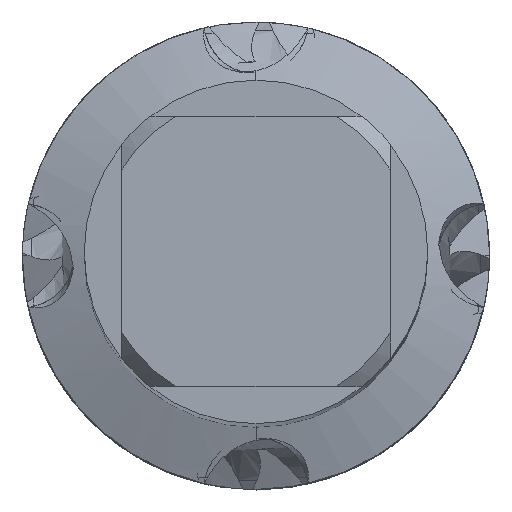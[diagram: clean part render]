
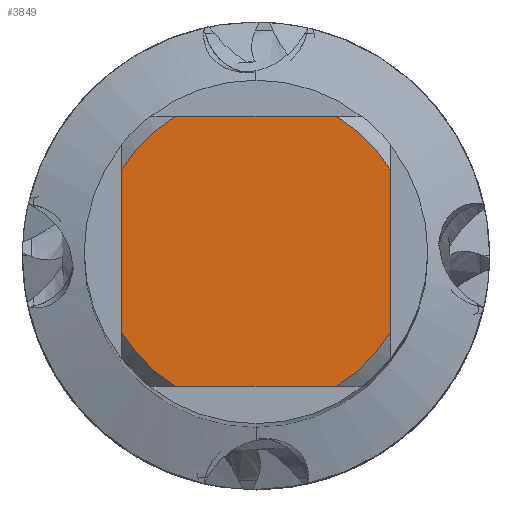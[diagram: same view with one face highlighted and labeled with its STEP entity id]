
A CAD part, top view. The second image highlights one B-rep face of the part: STEP entity #3849.
In plain terms, the highlighted planar face has unit normal (0, 0, 1).
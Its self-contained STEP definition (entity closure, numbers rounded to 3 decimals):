
#2275=VERTEX_POINT('',#6509);
#2527=EDGE_CURVE('',#4881,#5823,#6783,.T.);
#2927=VERTEX_POINT('',#7224);
#3409=EDGE_CURVE('',#4881,#4275,#7750,.T.);
#3701=EDGE_CURVE('',#5211,#4469,#8065,.T.);
#3849=ADVANCED_FACE('',(#8225),#8226,.T.);
#4139=VERTEX_POINT('',#8539);
#4275=VERTEX_POINT('',#8685);
#4469=VERTEX_POINT('',#8898);
#4881=VERTEX_POINT('',#9342);
#5211=VERTEX_POINT('',#9697);
#5323=EDGE_CURVE('',#4139,#2275,#9818,.T.);
#5345=EDGE_CURVE('',#2927,#4469,#9842,.T.);
#5505=EDGE_CURVE('',#5211,#4275,#10013,.T.);
#5569=EDGE_CURVE('',#4139,#5823,#10084,.T.);
#5823=VERTEX_POINT('',#10359);
#5979=EDGE_CURVE('',#2927,#2275,#10526,.T.);
#6509=CARTESIAN_POINT('',(-5.5,-3.273,0.0));
#6783=CIRCLE('',#13336,6.4);
#7224=CARTESIAN_POINT('',(-5.5,3.273,0.0));
#7750=LINE('',#17652,#17653);
#8065=LINE('',#19263,#19264);
#8225=FACE_OUTER_BOUND('',#19786,.T.);
#8226=PLANE('',#19787);
#8539=CARTESIAN_POINT('',(-3.273,-5.5,0.0));
#8685=CARTESIAN_POINT('',(5.5,3.273,0.0));
#8898=CARTESIAN_POINT('',(-3.273,5.5,0.0));
#9342=CARTESIAN_POINT('',(5.5,-3.273,0.0));
#9697=CARTESIAN_POINT('',(3.273,5.5,0.0));
#9818=CIRCLE('',#27909,6.4);
#9842=CIRCLE('',#27998,6.4);
#10013=CIRCLE('',#28985,6.4);
#10084=LINE('',#29298,#29299);
#10359=CARTESIAN_POINT('',(3.273,-5.5,0.0));
#10526=LINE('',#31322,#31323);
#13336=AXIS2_PLACEMENT_3D('',#33472,#33473,#33474);
#17652=CARTESIAN_POINT('',(5.5,1.6,0.0));
#17653=VECTOR('',#34488,1.0);
#19263=CARTESIAN_POINT('',(0.0,5.5,0.0));
#19264=VECTOR('',#34750,1.0);
#19786=EDGE_LOOP('',(#34913,#34914,#34915,#34916,#34917,#34918,#34919,#34920));
#19787=AXIS2_PLACEMENT_3D('',#34921,#34922,#34923);
#27909=AXIS2_PLACEMENT_3D('',#36337,#36338,#36339);
#27998=AXIS2_PLACEMENT_3D('',#36356,#36357,#36358);
#28985=AXIS2_PLACEMENT_3D('',#36471,#36472,#36473);
#29298=CARTESIAN_POINT('',(0.0,-5.5,0.0));
#29299=VECTOR('',#36557,1.0);
#31322=CARTESIAN_POINT('',(-5.5,1.6,0.0));
#31323=VECTOR('',#37037,1.0);
#33472=CARTESIAN_POINT('',(0.0,0.0,0.0));
#33473=DIRECTION('',(0.0,0.0,-1.0));
#33474=DIRECTION('',(0.0,1.0,0.0));
#34488=DIRECTION('',(-0.0,1.0,0.0));
#34750=DIRECTION('',(-1.0,0.0,0.0));
#34913=ORIENTED_EDGE('',*,*,#5979,.T.);
#34914=ORIENTED_EDGE('',*,*,#5323,.F.);
#34915=ORIENTED_EDGE('',*,*,#5569,.T.);
#34916=ORIENTED_EDGE('',*,*,#2527,.F.);
#34917=ORIENTED_EDGE('',*,*,#3409,.T.);
#34918=ORIENTED_EDGE('',*,*,#5505,.F.);
#34919=ORIENTED_EDGE('',*,*,#3701,.T.);
#34920=ORIENTED_EDGE('',*,*,#5345,.F.);
#34921=CARTESIAN_POINT('',(0.0,3.2,0.0));
#34922=DIRECTION('',(-0.0,0.0,1.0));
#34923=DIRECTION('',(0.0,-1.0,0.0));
#36337=CARTESIAN_POINT('',(0.0,0.0,0.0));
#36338=DIRECTION('',(0.0,0.0,-1.0));
#36339=DIRECTION('',(0.0,1.0,0.0));
#36356=CARTESIAN_POINT('',(0.0,0.0,0.0));
#36357=DIRECTION('',(0.0,0.0,-1.0));
#36358=DIRECTION('',(0.0,1.0,0.0));
#36471=CARTESIAN_POINT('',(0.0,0.0,0.0));
#36472=DIRECTION('',(0.0,0.0,-1.0));
#36473=DIRECTION('',(0.0,1.0,0.0));
#36557=DIRECTION('',(1.0,0.0,0.0));
#37037=DIRECTION('',(-0.0,-1.0,0.0));
